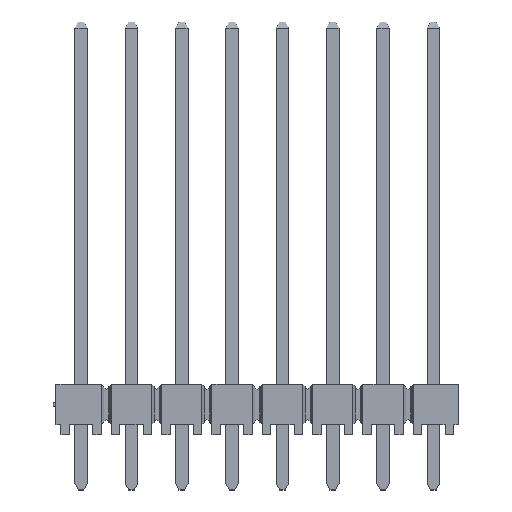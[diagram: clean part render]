
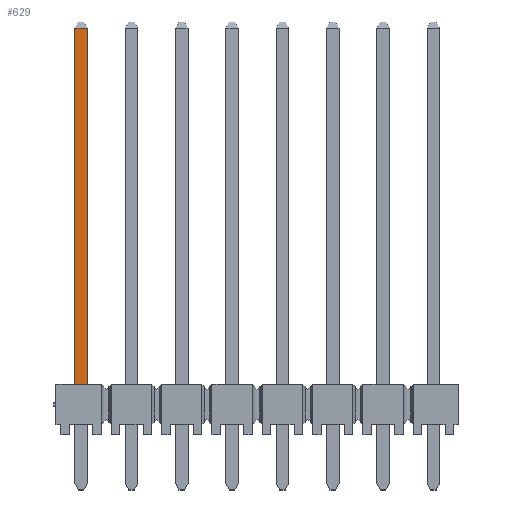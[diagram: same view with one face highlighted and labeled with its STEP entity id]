
A CAD part, top view. The second image highlights one B-rep face of the part: STEP entity #629.
In plain terms, the highlighted planar face has unit normal (0, 0, 1).
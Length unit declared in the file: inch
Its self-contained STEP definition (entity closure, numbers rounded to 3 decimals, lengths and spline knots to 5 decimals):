
#629 = ADVANCED_FACE( '', ( #1562 ), #1563, .T. );
#1562 = FACE_OUTER_BOUND( '', #2830, .T. );
#1563 = PLANE( '', #2831 );
#2830 = EDGE_LOOP( '', ( #4587, #4588, #4589, #4590 ) );
#2831 = AXIS2_PLACEMENT_3D( '', #4591, #4592, #4593 );
#4587 = ORIENTED_EDGE( '', *, *, #8020, .T. );
#4588 = ORIENTED_EDGE( '', *, *, #7762, .T. );
#4589 = ORIENTED_EDGE( '', *, *, #8021, .T. );
#4590 = ORIENTED_EDGE( '', *, *, #8022, .T. );
#4591 = CARTESIAN_POINT( '', ( 0., 0., 0.0125 ) );
#4592 = DIRECTION( '', ( 0., 0., 1. ) );
#4593 = DIRECTION( '', ( 1., 0., 0. ) );
#7762 = EDGE_CURVE( '', #9379, #9377, #9380, .T. );
#8020 = EDGE_CURVE( '', #9808, #9379, #9809, .T. );
#8021 = EDGE_CURVE( '', #9377, #9810, #9811, .T. );
#8022 = EDGE_CURVE( '', #9810, #9808, #9812, .T. );
#9377 = VERTEX_POINT( '', #11653 );
#9379 = VERTEX_POINT( '', #11656 );
#9380 = LINE( '', #11657, #11658 );
#9808 = VERTEX_POINT( '', #12295 );
#9809 = LINE( '', #12296, #12297 );
#9810 = VERTEX_POINT( '', #12298 );
#9811 = LINE( '', #12299, #12300 );
#9812 = LINE( '', #12301, #12302 );
#11653 = CARTESIAN_POINT( '', ( -0.3625, 0.918, 0.0125 ) );
#11656 = CARTESIAN_POINT( '', ( -0.3375, 0.918, 0.0125 ) );
#11657 = CARTESIAN_POINT( '', ( 0.8, 0.918, 0.0125 ) );
#11658 = VECTOR( '', #14432, 39.37008 );
#12295 = CARTESIAN_POINT( '', ( -0.3375, 0.165, 0.0125 ) );
#12296 = CARTESIAN_POINT( '', ( -0.3375, 0., 0.0125 ) );
#12297 = VECTOR( '', #14642, 39.37008 );
#12298 = CARTESIAN_POINT( '', ( -0.3625, 0.165, 0.0125 ) );
#12299 = CARTESIAN_POINT( '', ( -0.3625, 0.93, 0.0125 ) );
#12300 = VECTOR( '', #14643, 39.37008 );
#12301 = CARTESIAN_POINT( '', ( 0., 0.165, 0.0125 ) );
#12302 = VECTOR( '', #14644, 39.37008 );
#14432 = DIRECTION( '', ( -1., 0., 0. ) );
#14642 = DIRECTION( '', ( 0., 1., 0. ) );
#14643 = DIRECTION( '', ( 0., -1., 0. ) );
#14644 = DIRECTION( '', ( 1., 0., 0. ) );
